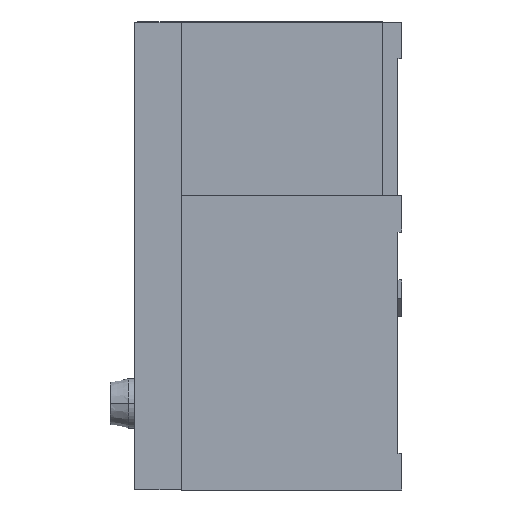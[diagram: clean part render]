
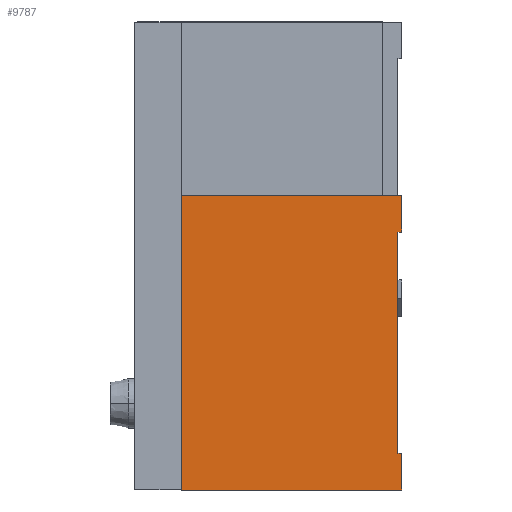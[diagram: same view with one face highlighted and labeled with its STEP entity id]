
A CAD part, left-side view. The second image highlights one B-rep face of the part: STEP entity #9787.
In plain terms, the highlighted face is planar.
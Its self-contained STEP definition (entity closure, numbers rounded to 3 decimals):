
#86 = ORIENTED_EDGE ( 'NONE', *, *, #20421, .T. ) ;
#100 = CARTESIAN_POINT ( 'NONE',  ( -6., -11.95, 2.75 ) ) ;
#654 = ORIENTED_EDGE ( 'NONE', *, *, #19574, .F. ) ;
#661 = DIRECTION ( 'NONE',  ( 1., 0., 0. ) ) ;
#1197 = VERTEX_POINT ( 'NONE', #19683 ) ;
#1379 = EDGE_CURVE ( 'NONE', #7429, #26308, #22688, .T. ) ;
#1815 = ORIENTED_EDGE ( 'NONE', *, *, #1379, .T. ) ;
#3259 = DIRECTION ( 'NONE',  ( 1., 0., 0. ) ) ;
#3401 = DIRECTION ( 'NONE',  ( 0., 1., 0. ) ) ;
#4543 = CARTESIAN_POINT ( 'NONE',  ( -8., -11.95, 2.75 ) ) ;
#4788 = DIRECTION ( 'NONE',  ( 1., 0., 0. ) ) ;
#4915 = CARTESIAN_POINT ( 'NONE',  ( -8., -11.95, 2.75 ) ) ;
#5414 = VECTOR ( 'NONE', #14833, 1000. ) ;
#5418 = ORIENTED_EDGE ( 'NONE', *, *, #19425, .T. ) ;
#6442 = VECTOR ( 'NONE', #3401, 1000. ) ;
#6845 = LINE ( 'NONE', #18917, #26267 ) ;
#6889 = AXIS2_PLACEMENT_3D ( 'NONE', #11593, #23837, #3259 ) ;
#7034 = CARTESIAN_POINT ( 'NONE',  ( -6., -11.75, 2.75 ) ) ;
#7429 = VERTEX_POINT ( 'NONE', #23587 ) ;
#7457 = CARTESIAN_POINT ( 'NONE',  ( -8., 0., 2.75 ) ) ;
#7782 = VECTOR ( 'NONE', #14327, 1000. ) ;
#8055 = CARTESIAN_POINT ( 'NONE',  ( 6., -11.75, 2.75 ) ) ;
#8288 = LINE ( 'NONE', #4915, #5414 ) ;
#9706 = LINE ( 'NONE', #25140, #14504 ) ;
#9787 = ADVANCED_FACE ( 'NONE', ( #24843 ), #21439, .T. ) ;
#10004 = ORIENTED_EDGE ( 'NONE', *, *, #11132, .F. ) ;
#10212 = VECTOR ( 'NONE', #22962, 1000. ) ;
#11132 = EDGE_CURVE ( 'NONE', #1197, #21747, #19098, .T. ) ;
#11140 = EDGE_CURVE ( 'NONE', #19622, #21978, #8288, .T. ) ;
#11593 = CARTESIAN_POINT ( 'NONE',  ( -8., -11.95, 2.75 ) ) ;
#11623 = VECTOR ( 'NONE', #17566, 1000. ) ;
#12585 = EDGE_CURVE ( 'NONE', #19622, #21747, #25415, .T. ) ;
#12823 = ORIENTED_EDGE ( 'NONE', *, *, #11140, .F. ) ;
#12824 = ORIENTED_EDGE ( 'NONE', *, *, #18849, .F. ) ;
#14327 = DIRECTION ( 'NONE',  ( 1., 0., 0. ) ) ;
#14504 = VECTOR ( 'NONE', #4788, 1000. ) ;
#14833 = DIRECTION ( 'NONE',  ( 0., 1., 0. ) ) ;
#16402 = ORIENTED_EDGE ( 'NONE', *, *, #12585, .T. ) ;
#16709 = DIRECTION ( 'NONE',  ( -1., 0., 0. ) ) ;
#16772 = CARTESIAN_POINT ( 'NONE',  ( -8., -11.95, 2.75 ) ) ;
#17017 = LINE ( 'NONE', #26493, #7782 ) ;
#17566 = DIRECTION ( 'NONE',  ( 0., -1., 0. ) ) ;
#17664 = LINE ( 'NONE', #17911, #11623 ) ;
#17769 = CARTESIAN_POINT ( 'NONE',  ( 8., -11.95, 2.75 ) ) ;
#17911 = CARTESIAN_POINT ( 'NONE',  ( 6., -11.75, 2.75 ) ) ;
#18120 = VECTOR ( 'NONE', #661, 1000. ) ;
#18849 = EDGE_CURVE ( 'NONE', #23727, #1197, #6845, .T. ) ;
#18917 = CARTESIAN_POINT ( 'NONE',  ( -6., -11.75, 2.75 ) ) ;
#19098 = LINE ( 'NONE', #7034, #10212 ) ;
#19425 = EDGE_CURVE ( 'NONE', #23727, #24110, #17664, .T. ) ;
#19574 = EDGE_CURVE ( 'NONE', #21978, #26308, #17017, .T. ) ;
#19622 = VERTEX_POINT ( 'NONE', #16772 ) ;
#19683 = CARTESIAN_POINT ( 'NONE',  ( -6., -11.75, 2.75 ) ) ;
#20421 = EDGE_CURVE ( 'NONE', #24110, #7429, #9706, .T. ) ;
#21439 = PLANE ( 'NONE',  #6889 ) ;
#21747 = VERTEX_POINT ( 'NONE', #100 ) ;
#21978 = VERTEX_POINT ( 'NONE', #7457 ) ;
#22688 = LINE ( 'NONE', #17769, #6442 ) ;
#22844 = CARTESIAN_POINT ( 'NONE',  ( 6., -11.95, 2.75 ) ) ;
#22962 = DIRECTION ( 'NONE',  ( 0., -1., 0. ) ) ;
#23587 = CARTESIAN_POINT ( 'NONE',  ( 8., -11.95, 2.75 ) ) ;
#23727 = VERTEX_POINT ( 'NONE', #8055 ) ;
#23837 = DIRECTION ( 'NONE',  ( 0., 0., 1. ) ) ;
#24110 = VERTEX_POINT ( 'NONE', #22844 ) ;
#24843 = FACE_OUTER_BOUND ( 'NONE', #25995, .T. ) ;
#25140 = CARTESIAN_POINT ( 'NONE',  ( -8., -11.95, 2.75 ) ) ;
#25216 = CARTESIAN_POINT ( 'NONE',  ( 8., 0., 2.75 ) ) ;
#25415 = LINE ( 'NONE', #4543, #18120 ) ;
#25995 = EDGE_LOOP ( 'NONE', ( #5418, #86, #1815, #654, #12823, #16402, #10004, #12824 ) ) ;
#26267 = VECTOR ( 'NONE', #16709, 1000. ) ;
#26308 = VERTEX_POINT ( 'NONE', #25216 ) ;
#26493 = CARTESIAN_POINT ( 'NONE',  ( -8., 0., 2.75 ) ) ;
